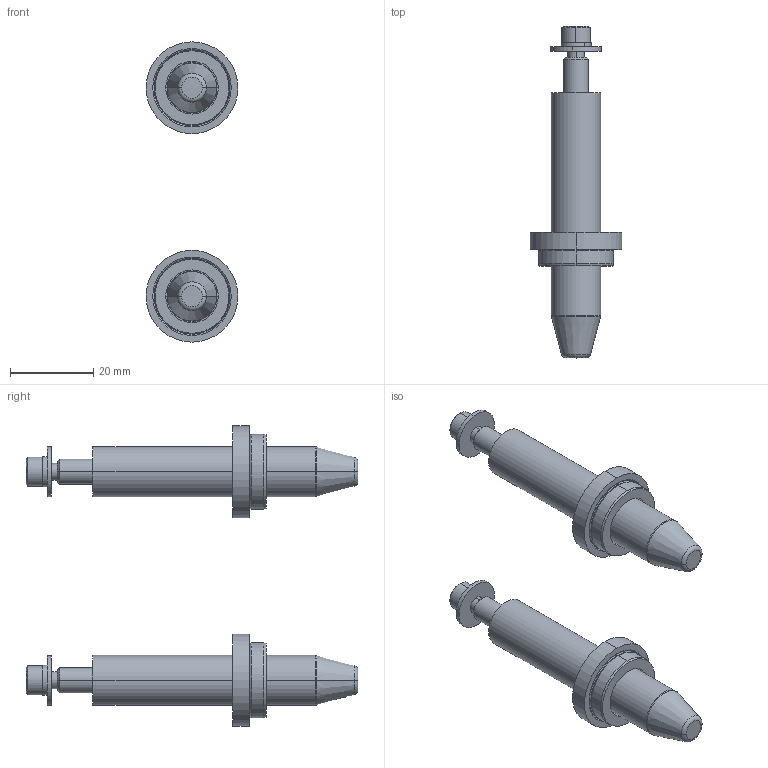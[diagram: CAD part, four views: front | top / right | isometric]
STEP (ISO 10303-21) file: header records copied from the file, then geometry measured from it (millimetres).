
FILE_DESCRIPTION (( 'STEP AP214' ), '1' );
FILE_NAME ('110465~0.STEP', '2020-08-26T12:45:38', ( '' ), ( '' ), 'SwSTEP 2.0', 'SolidWorks 2018', '' );
FILE_SCHEMA (( 'AUTOMOTIVE_DESIGN' ));
Length unit declared in the file: millimetre
Products named in the file (7): 15143~0_S; 109334~5_S; 103253~1_S; 3283~0; 110465~0; DIN912~n_M04,0x012 VA; 29371~0
Assembly tree (11 placements, depth 3):
  110465~0
    103253~1_S  x2
      29371~0
    DIN912~n_M04,0x012 VA  x2
    3283~0  x2
    15143~0_S  x2
    109334~5_S  x2
Bounding box: 22 x 79.5 x 72 mm (x, y, z)
Volume: 17499.6 mm3; surface area: 9463.3 mm2
Topology: 10 solids, 10 shells, 180 faces, 394 edges, 242 vertices
Faces by surface type: cylinder 90, cone 36, plane 34, torus 20
Entity records: 2827 total; most frequent: DIRECTION 531, CARTESIAN_POINT 421, ORIENTED_EDGE 390, AXIS2_PLACEMENT_3D 231, EDGE_CURVE 195, CIRCLE 126, VERTEX_POINT 121, EDGE_LOOP 100
